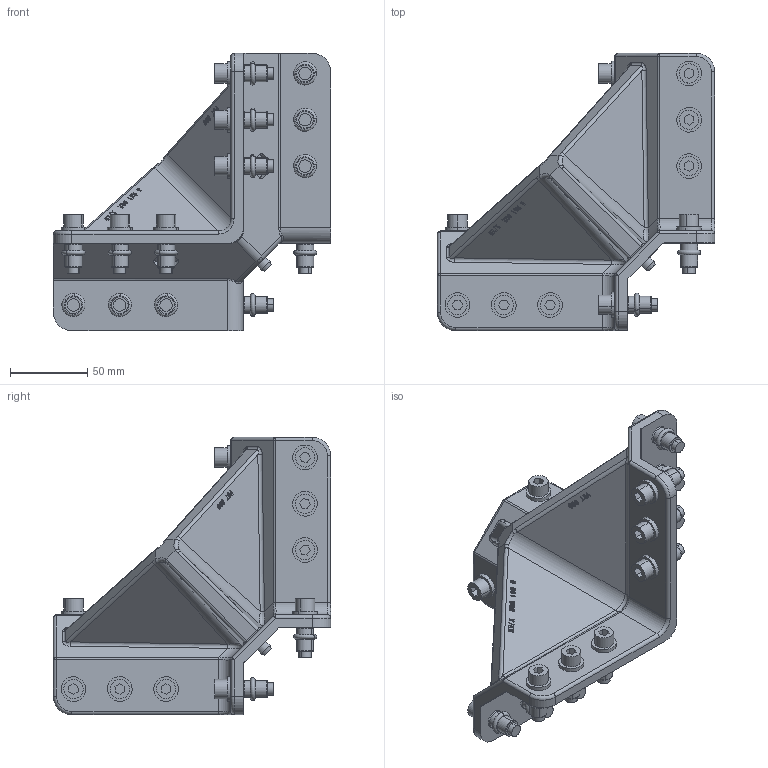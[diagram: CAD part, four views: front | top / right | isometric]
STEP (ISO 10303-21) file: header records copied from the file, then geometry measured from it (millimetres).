
FILE_DESCRIPTION(('CATIA V5 STEP Exchange'),'2;1');
FILE_NAME('AEGT089.stp','2017-07-06T00:03:07+00:00',('none'),('none'),'CATIA Version 5 Release 21 GA (IN-10)','CATIA V5 STEP AP203','none');
FILE_SCHEMA(('CONFIG_CONTROL_DESIGN'));
Length unit declared in the file: millimetre
Products named in the file (1): AEGT089
Bounding box: 179.57 x 179.57 x 179.57 mm (x, y, z)
Volume: 566058.5 mm3; surface area: 147211.8 mm2
Topology: 1 solids, 20 shells, 1437 faces, 3508 edges, 2259 vertices
Faces by surface type: plane 854, cylinder 375, cone 114, torus 45, bspline 42, sphere 7
Entity records: 41737 total; most frequent: CARTESIAN_POINT 10416, ORIENTED_EDGE 7002, DIRECTION 5118, EDGE_CURVE 3501, VERTEX_POINT 2259, VECTOR 2023, LINE 2023, AXIS2_PLACEMENT_3D 2018
